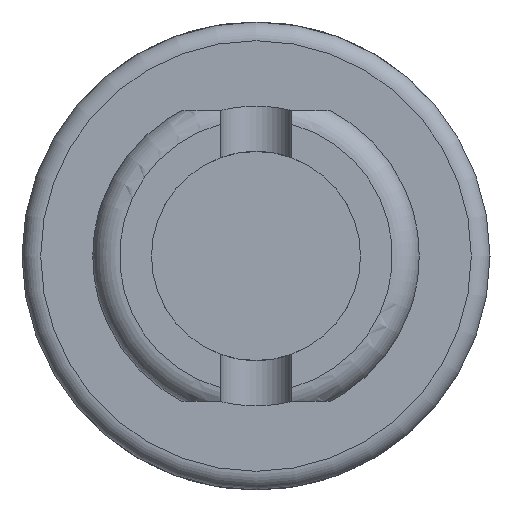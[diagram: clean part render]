
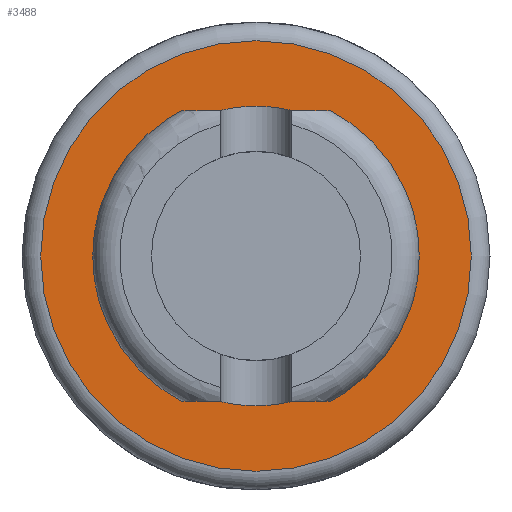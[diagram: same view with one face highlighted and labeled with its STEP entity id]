
A CAD part, left-side view. The second image highlights one B-rep face of the part: STEP entity #3488.
In plain terms, the highlighted planar face has unit normal (-1, 0, 0).
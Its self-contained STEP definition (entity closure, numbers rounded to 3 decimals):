
#16=FACE_BOUND('',#1195,.T.);
#994=FACE_OUTER_BOUND('',#1194,.T.);
#1194=EDGE_LOOP('',(#2908,#2909));
#1195=EDGE_LOOP('',(#2910,#2911));
#1329=CIRCLE('',#3779,3.45);
#1330=CIRCLE('',#3780,3.45);
#1337=CIRCLE('',#3790,2.4);
#1338=CIRCLE('',#3791,2.4);
#1631=VERTEX_POINT('',#5906);
#1632=VERTEX_POINT('',#5907);
#1636=VERTEX_POINT('',#5958);
#1637=VERTEX_POINT('',#5960);
#2092=EDGE_CURVE('',#1631,#1632,#1329,.T.);
#2093=EDGE_CURVE('',#1632,#1631,#1330,.T.);
#2103=EDGE_CURVE('',#1636,#1637,#1337,.T.);
#2104=EDGE_CURVE('',#1637,#1636,#1338,.T.);
#2908=ORIENTED_EDGE('',*,*,#2092,.T.);
#2909=ORIENTED_EDGE('',*,*,#2093,.T.);
#2910=ORIENTED_EDGE('',*,*,#2104,.F.);
#2911=ORIENTED_EDGE('',*,*,#2103,.F.);
#3290=PLANE('',#3796);
#3488=ADVANCED_FACE('',(#994,#16),#3290,.T.);
#3779=AXIS2_PLACEMENT_3D('',#5908,#4648,#4649);
#3780=AXIS2_PLACEMENT_3D('',#5909,#4650,#4651);
#3790=AXIS2_PLACEMENT_3D('',#5961,#4671,#4672);
#3791=AXIS2_PLACEMENT_3D('',#5962,#4673,#4674);
#3796=AXIS2_PLACEMENT_3D('',#6003,#4683,#4684);
#4648=DIRECTION('center_axis',(-1.,0.,0.));
#4649=DIRECTION('ref_axis',(0.,0.,-1.));
#4650=DIRECTION('center_axis',(-1.,0.,0.));
#4651=DIRECTION('ref_axis',(0.,0.,-1.));
#4671=DIRECTION('center_axis',(-1.,0.,0.));
#4672=DIRECTION('ref_axis',(0.,0.,-1.));
#4673=DIRECTION('center_axis',(-1.,0.,0.));
#4674=DIRECTION('ref_axis',(0.,0.,-1.));
#4683=DIRECTION('center_axis',(-1.,0.,0.));
#4684=DIRECTION('ref_axis',(0.,0.,-1.));
#5906=CARTESIAN_POINT('',(-0.825,-3.45,0.));
#5907=CARTESIAN_POINT('',(-0.825,0.,3.45));
#5908=CARTESIAN_POINT('Origin',(-0.825,0.,0.));
#5909=CARTESIAN_POINT('Origin',(-0.825,0.,0.));
#5958=CARTESIAN_POINT('',(-0.825,2.4,0.));
#5960=CARTESIAN_POINT('',(-0.825,-2.4,0.));
#5961=CARTESIAN_POINT('Origin',(-0.825,0.,0.));
#5962=CARTESIAN_POINT('Origin',(-0.825,0.,0.));
#6003=CARTESIAN_POINT('Origin',(-0.825,-2.4,0.));
